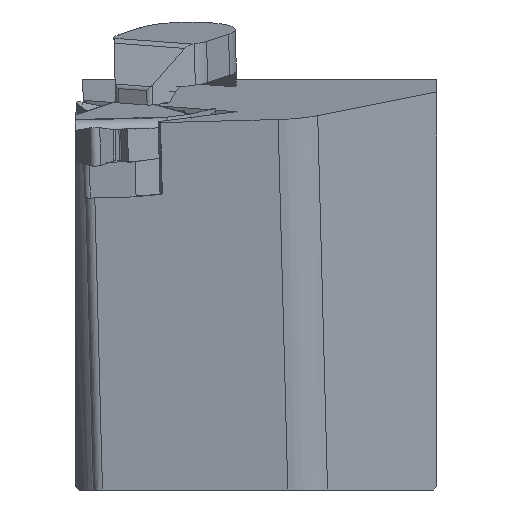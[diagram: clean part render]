
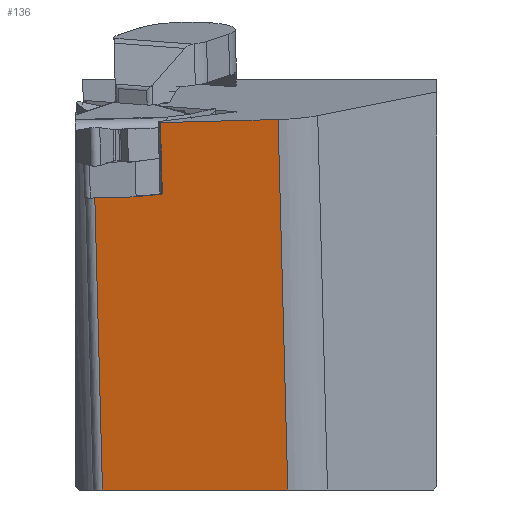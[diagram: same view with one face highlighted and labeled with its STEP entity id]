
A CAD part, left-side view. The second image highlights one B-rep face of the part: STEP entity #136.
In plain terms, the highlighted planar face has unit normal (-0.985, -0.004, -0.174).
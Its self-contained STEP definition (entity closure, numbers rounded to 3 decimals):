
#136=ADVANCED_FACE('',(#309),#239,.F.);
#239=PLANE('',#2000);
#309=FACE_OUTER_BOUND('',#414,.T.);
#414=EDGE_LOOP('',(#618,#619,#620,#621,#622,#623,#624));
#618=ORIENTED_EDGE('',*,*,#1346,.F.);
#619=ORIENTED_EDGE('',*,*,#1289,.T.);
#620=ORIENTED_EDGE('',*,*,#1347,.T.);
#621=ORIENTED_EDGE('',*,*,#1348,.F.);
#622=ORIENTED_EDGE('',*,*,#1349,.F.);
#623=ORIENTED_EDGE('',*,*,#1350,.T.);
#624=ORIENTED_EDGE('',*,*,#1313,.F.);
#1107=VERTEX_POINT('',#2713);
#1109=VERTEX_POINT('',#2716);
#1128=VERTEX_POINT('',#2763);
#1129=VERTEX_POINT('',#2765);
#1154=VERTEX_POINT('',#2848);
#1155=VERTEX_POINT('',#2850);
#1156=VERTEX_POINT('',#2852);
#1289=EDGE_CURVE('',#1109,#1107,#1569,.T.);
#1313=EDGE_CURVE('',#1128,#1129,#1587,.T.);
#1346=EDGE_CURVE('',#1109,#1128,#1610,.T.);
#1347=EDGE_CURVE('',#1107,#1154,#1611,.T.);
#1348=EDGE_CURVE('',#1155,#1154,#1612,.T.);
#1349=EDGE_CURVE('',#1156,#1155,#1613,.T.);
#1350=EDGE_CURVE('',#1156,#1129,#1614,.T.);
#1569=LINE('',#2715,#1772);
#1587=LINE('',#2764,#1790);
#1610=LINE('',#2846,#1813);
#1611=LINE('',#2847,#1814);
#1612=LINE('',#2849,#1815);
#1613=LINE('',#2851,#1816);
#1614=LINE('',#2853,#1817);
#1772=VECTOR('',#2155,1.);
#1790=VECTOR('',#2195,1.);
#1813=VECTOR('',#2246,1.);
#1814=VECTOR('',#2247,1.);
#1815=VECTOR('',#2248,1.);
#1816=VECTOR('',#2249,1.);
#1817=VECTOR('',#2250,1.);
#2000=AXIS2_PLACEMENT_3D('',#2854,#2251,#2252);
#2155=DIRECTION('',(0.,1.,-0.026));
#2195=DIRECTION('',(0.,-1.,0.026));
#2246=DIRECTION('',(-0.174,0.026,0.984));
#2247=DIRECTION('',(0.,1.,-0.026));
#2248=DIRECTION('',(-0.174,0.026,0.984));
#2249=DIRECTION('',(-0.005,1.,0.));
#2250=DIRECTION('',(-0.174,0.026,0.984));
#2251=DIRECTION('',(0.985,0.005,0.174));
#2252=DIRECTION('',(0.174,0.,-0.985));
#2713=CARTESIAN_POINT('',(3.714,25.441,-5.867));
#2715=CARTESIAN_POINT('',(3.714,30.308,-5.995));
#2716=CARTESIAN_POINT('',(3.714,24.386,-5.84));
#2763=CARTESIAN_POINT('',(2.585,24.554,0.559));
#2764=CARTESIAN_POINT('',(2.585,30.476,0.404));
#2765=CARTESIAN_POINT('',(2.585,14.064,0.834));
#2846=CARTESIAN_POINT('',(-3.232,25.417,33.539));
#2847=CARTESIAN_POINT('',(3.714,30.308,-5.995));
#2848=CARTESIAN_POINT('',(3.714,30.308,-5.995));
#2849=CARTESIAN_POINT('',(9.479,29.453,-38.679));
#2850=CARTESIAN_POINT('',(8.301,29.627,-32.));
#2851=CARTESIAN_POINT('',(8.302,29.447,-32.));
#2852=CARTESIAN_POINT('',(8.377,13.204,-32.));
#2853=CARTESIAN_POINT('',(9.479,13.04,-38.25));
#2854=CARTESIAN_POINT('',(9.479,29.453,-38.679));
